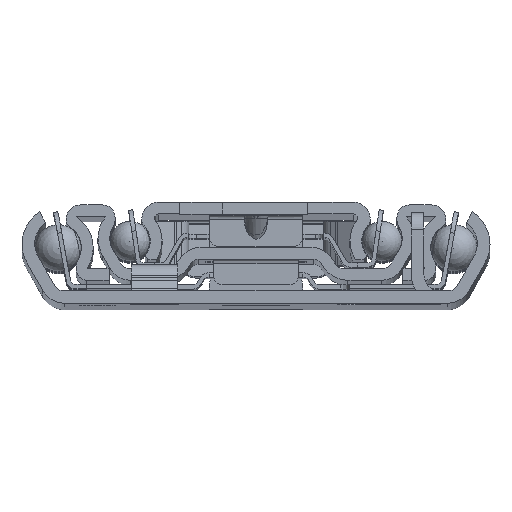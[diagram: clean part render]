
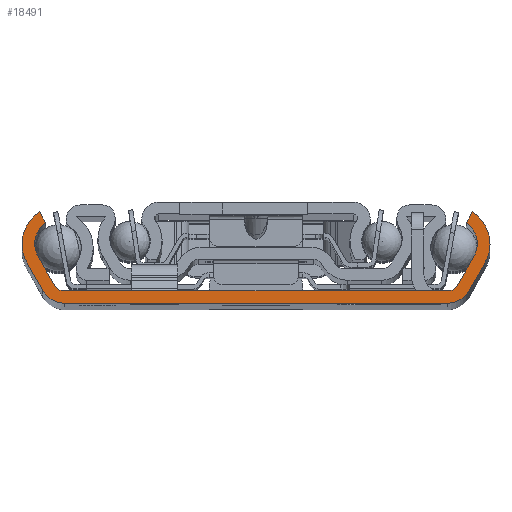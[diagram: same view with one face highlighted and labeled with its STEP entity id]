
A CAD part, top view. The second image highlights one B-rep face of the part: STEP entity #18491.
In plain terms, the highlighted planar face has unit normal (0, 0, 1).
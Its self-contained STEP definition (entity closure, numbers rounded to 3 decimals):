
#412=PLANE('',#26424);
#1925=FACE_OUTER_BOUND('',#3233,.T.);
#3233=EDGE_LOOP('',(#11720,#11721,#11722,#11723,#11724,#11725,#11726,#11727,
#11728,#11729,#11730,#11731,#11732,#11733,#11734,#11735));
#4931=VERTEX_POINT('',#38424);
#4932=VERTEX_POINT('',#38426);
#4934=VERTEX_POINT('',#38432);
#4935=VERTEX_POINT('',#38436);
#4936=VERTEX_POINT('',#38438);
#4938=VERTEX_POINT('',#38444);
#4939=VERTEX_POINT('',#38448);
#4940=VERTEX_POINT('',#38449);
#4943=VERTEX_POINT('',#38460);
#4945=VERTEX_POINT('',#38466);
#4947=VERTEX_POINT('',#38472);
#4949=VERTEX_POINT('',#38478);
#4951=VERTEX_POINT('',#38484);
#4953=VERTEX_POINT('',#38493);
#4955=VERTEX_POINT('',#38499);
#4957=VERTEX_POINT('',#38505);
#7532=EDGE_CURVE('',#4931,#4932,#21290,.T.);
#7536=EDGE_CURVE('',#4934,#4931,#19836,.T.);
#7538=EDGE_CURVE('',#4935,#4936,#21294,.T.);
#7542=EDGE_CURVE('',#4938,#4935,#19838,.T.);
#7543=EDGE_CURVE('',#4939,#4940,#19839,.T.);
#7547=EDGE_CURVE('',#4940,#4934,#21299,.T.);
#7549=EDGE_CURVE('',#4932,#4943,#19841,.T.);
#7552=EDGE_CURVE('',#4943,#4945,#21302,.T.);
#7555=EDGE_CURVE('',#4945,#4947,#19843,.T.);
#7558=EDGE_CURVE('',#4947,#4949,#21306,.T.);
#7561=EDGE_CURVE('',#4949,#4951,#19845,.T.);
#7564=EDGE_CURVE('',#4951,#4938,#21310,.T.);
#7566=EDGE_CURVE('',#4936,#4953,#19847,.T.);
#7569=EDGE_CURVE('',#4953,#4955,#21313,.T.);
#7572=EDGE_CURVE('',#4955,#4957,#19849,.T.);
#7575=EDGE_CURVE('',#4957,#4939,#21317,.T.);
#11720=ORIENTED_EDGE('',*,*,#7543,.F.);
#11721=ORIENTED_EDGE('',*,*,#7575,.F.);
#11722=ORIENTED_EDGE('',*,*,#7572,.F.);
#11723=ORIENTED_EDGE('',*,*,#7569,.F.);
#11724=ORIENTED_EDGE('',*,*,#7566,.F.);
#11725=ORIENTED_EDGE('',*,*,#7538,.F.);
#11726=ORIENTED_EDGE('',*,*,#7542,.F.);
#11727=ORIENTED_EDGE('',*,*,#7564,.F.);
#11728=ORIENTED_EDGE('',*,*,#7561,.F.);
#11729=ORIENTED_EDGE('',*,*,#7558,.F.);
#11730=ORIENTED_EDGE('',*,*,#7555,.F.);
#11731=ORIENTED_EDGE('',*,*,#7552,.F.);
#11732=ORIENTED_EDGE('',*,*,#7549,.F.);
#11733=ORIENTED_EDGE('',*,*,#7532,.F.);
#11734=ORIENTED_EDGE('',*,*,#7536,.F.);
#11735=ORIENTED_EDGE('',*,*,#7547,.F.);
#18491=ADVANCED_FACE('',(#1925),#412,.T.);
#19836=CIRCLE('',#26394,4.5);
#19838=CIRCLE('',#26398,3.);
#19839=CIRCLE('',#26400,3.);
#19841=CIRCLE('',#26404,3.);
#19843=CIRCLE('',#26408,1.);
#19845=CIRCLE('',#26412,1.);
#19847=CIRCLE('',#26416,4.5);
#19849=CIRCLE('',#26420,3.);
#21290=LINE('',#38427,#23801);
#21294=LINE('',#38439,#23805);
#21299=LINE('',#38457,#23810);
#21302=LINE('',#38467,#23813);
#21306=LINE('',#38479,#23817);
#21310=LINE('',#38490,#23821);
#21313=LINE('',#38500,#23824);
#21317=LINE('',#38511,#23828);
#23801=VECTOR('',#29629,1.506);
#23805=VECTOR('',#29641,1.506);
#23810=VECTOR('',#29660,3.753);
#23813=VECTOR('',#29671,4.041);
#23817=VECTOR('',#29683,45.723);
#23821=VECTOR('',#29695,4.041);
#23824=VECTOR('',#29706,3.753);
#23828=VECTOR('',#29718,45.145);
#26394=AXIS2_PLACEMENT_3D('',#38434,#29636,#29637);
#26398=AXIS2_PLACEMENT_3D('',#38446,#29648,#29649);
#26400=AXIS2_PLACEMENT_3D('',#38450,#29652,#29653);
#26404=AXIS2_PLACEMENT_3D('',#38461,#29664,#29665);
#26408=AXIS2_PLACEMENT_3D('',#38473,#29676,#29677);
#26412=AXIS2_PLACEMENT_3D('',#38485,#29688,#29689);
#26416=AXIS2_PLACEMENT_3D('',#38494,#29699,#29700);
#26420=AXIS2_PLACEMENT_3D('',#38506,#29711,#29712);
#26424=AXIS2_PLACEMENT_3D('',#38514,#29722,#29723);
#29629=DIRECTION('',(0.472,-0.882,0.));
#29636=DIRECTION('center_axis',(0.,0.,-1.));
#29637=DIRECTION('ref_axis',(-0.536,0.844,0.));
#29641=DIRECTION('',(0.472,0.882,0.));
#29648=DIRECTION('center_axis',(0.,0.,1.));
#29649=DIRECTION('ref_axis',(-0.866,0.5,0.));
#29652=DIRECTION('center_axis',(0.,0.,-1.));
#29653=DIRECTION('ref_axis',(-0.866,-0.5,0.));
#29660=DIRECTION('',(-0.5,0.866,0.));
#29664=DIRECTION('center_axis',(0.,0.,1.));
#29665=DIRECTION('ref_axis',(0.567,-0.824,0.));
#29671=DIRECTION('',(0.5,-0.866,0.));
#29676=DIRECTION('center_axis',(0.,0.,1.));
#29677=DIRECTION('ref_axis',(0.866,0.5,0.));
#29683=DIRECTION('',(1.,0.,0.));
#29688=DIRECTION('center_axis',(0.,0.,1.));
#29689=DIRECTION('ref_axis',(0.,1.,0.));
#29695=DIRECTION('',(0.5,0.866,0.));
#29699=DIRECTION('center_axis',(0.,0.,-1.));
#29700=DIRECTION('ref_axis',(0.866,-0.5,0.));
#29706=DIRECTION('',(-0.5,-0.866,0.));
#29711=DIRECTION('center_axis',(0.,0.,-1.));
#29712=DIRECTION('ref_axis',(0.,-1.,0.));
#29718=DIRECTION('',(-1.,0.,0.));
#29722=DIRECTION('center_axis',(0.,0.,1.));
#29723=DIRECTION('ref_axis',(1.,0.,0.));
#38424=CARTESIAN_POINT('',(-25.56,10.8,450.));
#38426=CARTESIAN_POINT('',(-24.85,9.472,450.));
#38427=CARTESIAN_POINT('',(-24.85,9.472,450.));
#38432=CARTESIAN_POINT('',(-27.047,4.75,450.));
#38434=CARTESIAN_POINT('Origin',(-23.15,7.,450.));
#38436=CARTESIAN_POINT('',(24.85,9.472,450.));
#38438=CARTESIAN_POINT('',(25.56,10.8,450.));
#38439=CARTESIAN_POINT('',(25.56,10.8,450.));
#38444=CARTESIAN_POINT('',(25.748,5.5,450.));
#38446=CARTESIAN_POINT('Origin',(23.15,7.,450.));
#38448=CARTESIAN_POINT('',(-22.573,0.,450.));
#38449=CARTESIAN_POINT('',(-25.171,1.5,450.));
#38450=CARTESIAN_POINT('Origin',(-22.573,3.,450.));
#38457=CARTESIAN_POINT('',(-27.047,4.75,450.));
#38460=CARTESIAN_POINT('',(-25.748,5.5,450.));
#38461=CARTESIAN_POINT('Origin',(-23.15,7.,450.));
#38466=CARTESIAN_POINT('',(-23.727,2.,450.));
#38467=CARTESIAN_POINT('',(-23.727,2.,450.));
#38472=CARTESIAN_POINT('',(-22.861,1.5,450.));
#38473=CARTESIAN_POINT('Origin',(-22.861,2.5,450.));
#38478=CARTESIAN_POINT('',(22.861,1.5,450.));
#38479=CARTESIAN_POINT('',(22.861,1.5,450.));
#38484=CARTESIAN_POINT('',(23.727,2.,450.));
#38485=CARTESIAN_POINT('Origin',(22.861,2.5,450.));
#38490=CARTESIAN_POINT('',(25.748,5.5,450.));
#38493=CARTESIAN_POINT('',(27.047,4.75,450.));
#38494=CARTESIAN_POINT('Origin',(23.15,7.,450.));
#38499=CARTESIAN_POINT('',(25.171,1.5,450.));
#38500=CARTESIAN_POINT('',(25.171,1.5,450.));
#38505=CARTESIAN_POINT('',(22.573,0.,450.));
#38506=CARTESIAN_POINT('Origin',(22.573,3.,450.));
#38511=CARTESIAN_POINT('',(-22.573,0.,450.));
#38514=CARTESIAN_POINT('Origin',(0.,2.399,
450.));
